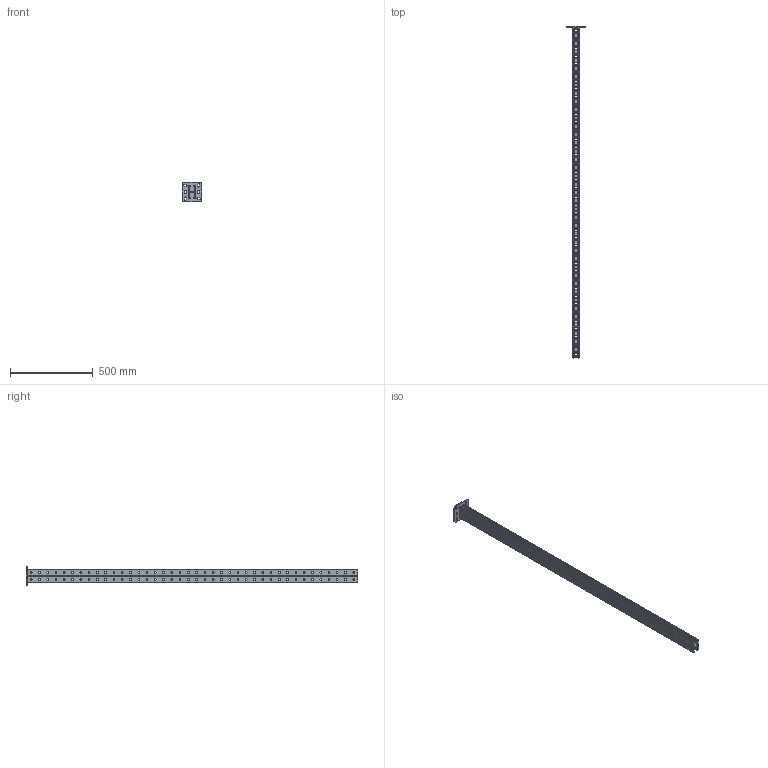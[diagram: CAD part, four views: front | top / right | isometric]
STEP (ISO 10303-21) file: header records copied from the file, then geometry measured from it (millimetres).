
FILE_DESCRIPTION (( 'STEP AP203' ), '1' );
FILE_NAME ('Ïîäâåñ BSD-41_BSD4120.STEP', '2012-11-16T09:00:10', ( 'Àñååâ' ), ( '' ), 'SwSTEP 2.0', 'SolidWorks 2012', '' );
FILE_SCHEMA (( 'CONFIG_CONTROL_DESIGN' ));
Length unit declared in the file: millimetre
Products named in the file (1): 砐鳱殥 BSD-41_BSD4120
Bounding box: 120 x 2006 x 120 mm (x, y, z)
Volume: 1404267.1 mm3; surface area: 1022389.7 mm2
Topology: 1 solids, 1 shells, 409 faces, 1378 edges, 972 vertices
Faces by surface type: cylinder 280, plane 129
Full cylindrical faces by diameter (mm): 10.5 x160
Entity records: 14093 total; most frequent: DIRECTION 2438, CARTESIAN_POINT 2280, ORIENTED_EDGE 2116, EDGE_CURVE 1058, EDGE_LOOP 982, AXIS2_PLACEMENT_3D 970, VERTEX_POINT 812, FACE_OUTER_BOUND 569
